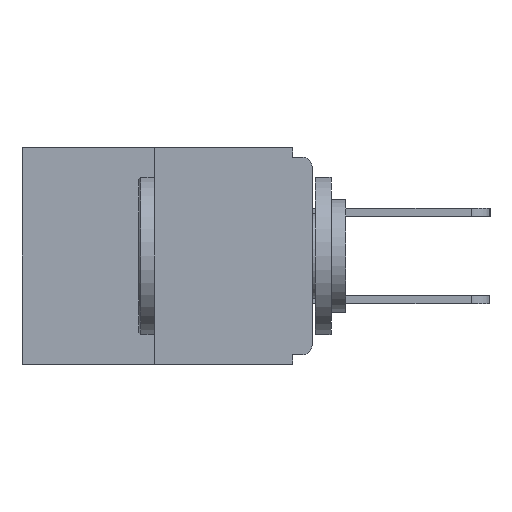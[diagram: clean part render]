
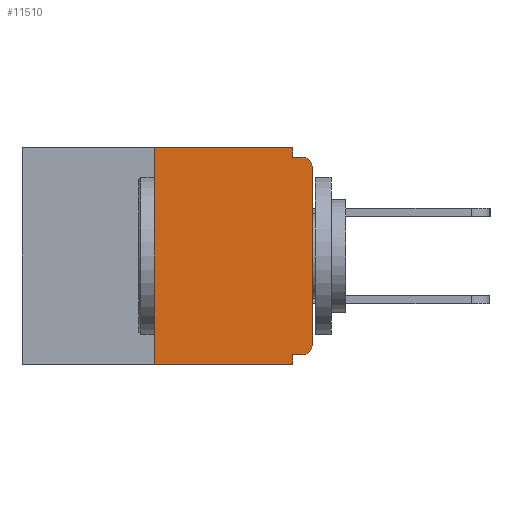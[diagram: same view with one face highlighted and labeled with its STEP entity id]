
A CAD part, left-side view. The second image highlights one B-rep face of the part: STEP entity #11510.
In plain terms, the highlighted planar face has unit normal (-1, 0, 0).
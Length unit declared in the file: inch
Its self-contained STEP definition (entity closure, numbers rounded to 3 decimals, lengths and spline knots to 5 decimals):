
#134 = CARTESIAN_POINT ( 'NONE',  ( 0., 0.46, -0.343 ) ) ;
#140 = CARTESIAN_POINT ( 'NONE',  ( 0., 0.015, -0.03 ) ) ;
#203 = DIRECTION ( 'NONE',  ( 0., -1., 0. ) ) ;
#316 = PLANE ( 'NONE',  #8957 ) ;
#379 = DIRECTION ( 'NONE',  ( 0., 0., -1. ) ) ;
#526 = CIRCLE ( 'NONE', #11497, 0.015 ) ;
#901 = DIRECTION ( 'NONE',  ( 0., 1., 0. ) ) ;
#1078 = ORIENTED_EDGE ( 'NONE', *, *, #10838, .T. ) ;
#1140 = VERTEX_POINT ( 'NONE', #3365 ) ;
#2162 = ORIENTED_EDGE ( 'NONE', *, *, #5747, .F. ) ;
#2271 = ORIENTED_EDGE ( 'NONE', *, *, #10737, .T. ) ;
#2310 = LINE ( 'NONE', #12086, #15391 ) ;
#2339 = LINE ( 'NONE', #11486, #5109 ) ;
#2344 = EDGE_CURVE ( 'NONE', #4269, #16125, #2339, .T. ) ;
#2439 = DIRECTION ( 'NONE',  ( -1., 0., 0. ) ) ;
#2500 = DIRECTION ( 'NONE',  ( 0., 0., -1. ) ) ;
#2601 = VECTOR ( 'NONE', #2871, 39.37008 ) ;
#2710 = CARTESIAN_POINT ( 'NONE',  ( 0., 0.031, 0. ) ) ;
#2783 = DIRECTION ( 'NONE',  ( 0., 0., -1. ) ) ;
#2871 = DIRECTION ( 'NONE',  ( 0., 0., 1. ) ) ;
#2928 = CARTESIAN_POINT ( 'NONE',  ( 0., 0.25, 0. ) ) ;
#2971 = LINE ( 'NONE', #7955, #12850 ) ;
#3320 = VECTOR ( 'NONE', #6552, 39.37008 ) ;
#3365 = CARTESIAN_POINT ( 'NONE',  ( 0., 0., -0.03 ) ) ;
#3535 = EDGE_CURVE ( 'NONE', #14695, #4269, #2310, .T. ) ;
#3614 = CARTESIAN_POINT ( 'NONE',  ( 0., 0.46, 0. ) ) ;
#3885 = CARTESIAN_POINT ( 'NONE',  ( 0., 0., 0. ) ) ;
#3937 = CARTESIAN_POINT ( 'NONE',  ( 0., 0.015, -0.313 ) ) ;
#4269 = VERTEX_POINT ( 'NONE', #7445 ) ;
#4978 = ORIENTED_EDGE ( 'NONE', *, *, #5086, .T. ) ;
#5086 = EDGE_CURVE ( 'NONE', #13387, #11782, #6694, .T. ) ;
#5109 = VECTOR ( 'NONE', #17102, 39.37008 ) ;
#5293 = CIRCLE ( 'NONE', #11582, 0.015 ) ;
#5747 = EDGE_CURVE ( 'NONE', #13977, #7309, #17439, .T. ) ;
#5824 = LINE ( 'NONE', #10610, #3320 ) ;
#6552 = DIRECTION ( 'NONE',  ( 0., 0., -1. ) ) ;
#6677 = LINE ( 'NONE', #3885, #9937 ) ;
#6694 = LINE ( 'NONE', #134, #13604 ) ;
#6780 = ORIENTED_EDGE ( 'NONE', *, *, #2344, .F. ) ;
#7285 = ORIENTED_EDGE ( 'NONE', *, *, #12615, .F. ) ;
#7309 = VERTEX_POINT ( 'NONE', #8280 ) ;
#7445 = CARTESIAN_POINT ( 'NONE',  ( 0., 0.031, -0.015 ) ) ;
#7707 = EDGE_CURVE ( 'NONE', #1140, #16125, #5293, .T. ) ;
#7882 = CARTESIAN_POINT ( 'NONE',  ( 0., 0.015, -0.328 ) ) ;
#7955 = CARTESIAN_POINT ( 'NONE',  ( 0., 0.46, 0. ) ) ;
#8280 = CARTESIAN_POINT ( 'NONE',  ( 0., 0.031, -0.328 ) ) ;
#8805 = VERTEX_POINT ( 'NONE', #16440 ) ;
#8957 = AXIS2_PLACEMENT_3D ( 'NONE', #3614, #14082, #379 ) ;
#9045 = CARTESIAN_POINT ( 'NONE',  ( 0., 0., -0.328 ) ) ;
#9212 = ORIENTED_EDGE ( 'NONE', *, *, #3535, .F. ) ;
#9734 = CARTESIAN_POINT ( 'NONE',  ( 0., 0.031, -0.343 ) ) ;
#9937 = VECTOR ( 'NONE', #13456, 39.37008 ) ;
#10610 = CARTESIAN_POINT ( 'NONE',  ( 0., 0.031, -0.343 ) ) ;
#10633 = DIRECTION ( 'NONE',  ( 0., 0., -1. ) ) ;
#10646 = ORIENTED_EDGE ( 'NONE', *, *, #16375, .F. ) ;
#10737 = EDGE_CURVE ( 'NONE', #15940, #1140, #6677, .T. ) ;
#10838 = EDGE_CURVE ( 'NONE', #13977, #15940, #526, .T. ) ;
#11195 = EDGE_CURVE ( 'NONE', #7309, #11782, #5824, .T. ) ;
#11486 = CARTESIAN_POINT ( 'NONE',  ( 0., 0., -0.015 ) ) ;
#11497 = AXIS2_PLACEMENT_3D ( 'NONE', #3937, #2439, #2500 ) ;
#11510 = ADVANCED_FACE ( 'NONE', ( #13361 ), #316, .F. ) ;
#11582 = AXIS2_PLACEMENT_3D ( 'NONE', #140, #16397, #2783 ) ;
#11782 = VERTEX_POINT ( 'NONE', #9734 ) ;
#12086 = CARTESIAN_POINT ( 'NONE',  ( 0., 0.031, 0. ) ) ;
#12155 = ORIENTED_EDGE ( 'NONE', *, *, #11195, .F. ) ;
#12538 = VECTOR ( 'NONE', #901, 39.37008 ) ;
#12615 = EDGE_CURVE ( 'NONE', #13387, #8805, #17176, .T. ) ;
#12684 = CARTESIAN_POINT ( 'NONE',  ( 0., 0.25, -0.343 ) ) ;
#12850 = VECTOR ( 'NONE', #13277, 39.37008 ) ;
#13088 = EDGE_LOOP ( 'NONE', ( #10646, #7285, #4978, #12155, #2162, #1078, #2271, #13170, #6780, #9212 ) ) ;
#13170 = ORIENTED_EDGE ( 'NONE', *, *, #7707, .T. ) ;
#13277 = DIRECTION ( 'NONE',  ( 0., -1., 0. ) ) ;
#13361 = FACE_OUTER_BOUND ( 'NONE', #13088, .T. ) ;
#13387 = VERTEX_POINT ( 'NONE', #12684 ) ;
#13456 = DIRECTION ( 'NONE',  ( 0., 0., 1. ) ) ;
#13604 = VECTOR ( 'NONE', #203, 39.37008 ) ;
#13977 = VERTEX_POINT ( 'NONE', #7882 ) ;
#14082 = DIRECTION ( 'NONE',  ( 1., 0., 0. ) ) ;
#14695 = VERTEX_POINT ( 'NONE', #2710 ) ;
#15391 = VECTOR ( 'NONE', #10633, 39.37008 ) ;
#15727 = CARTESIAN_POINT ( 'NONE',  ( 0., 0.015, -0.015 ) ) ;
#15940 = VERTEX_POINT ( 'NONE', #17659 ) ;
#16125 = VERTEX_POINT ( 'NONE', #15727 ) ;
#16375 = EDGE_CURVE ( 'NONE', #8805, #14695, #2971, .T. ) ;
#16397 = DIRECTION ( 'NONE',  ( -1., 0., 0. ) ) ;
#16440 = CARTESIAN_POINT ( 'NONE',  ( 0., 0.25, 0. ) ) ;
#17102 = DIRECTION ( 'NONE',  ( 0., -1., 0. ) ) ;
#17176 = LINE ( 'NONE', #2928, #2601 ) ;
#17439 = LINE ( 'NONE', #9045, #12538 ) ;
#17659 = CARTESIAN_POINT ( 'NONE',  ( 0., 0., -0.313 ) ) ;
